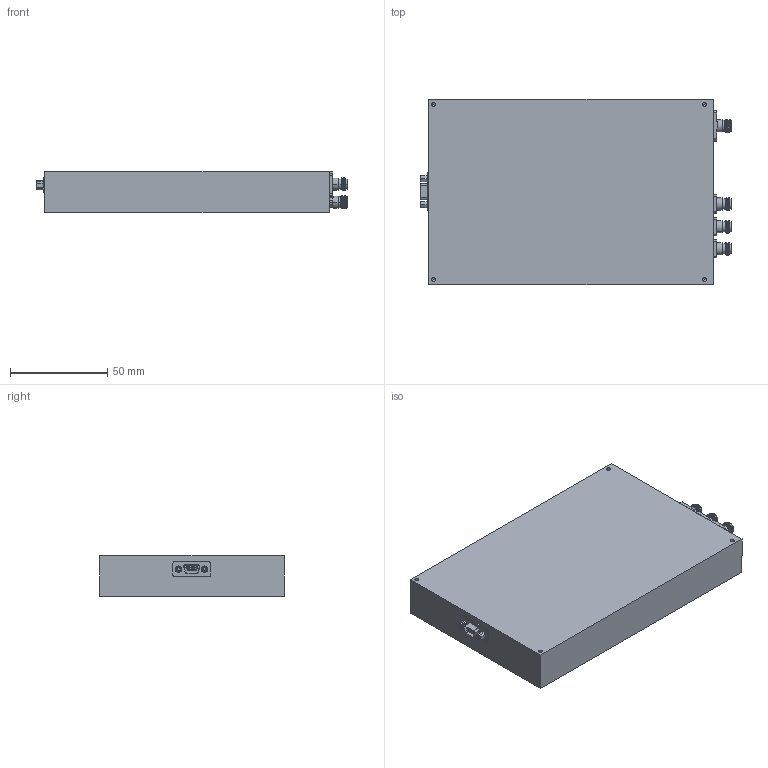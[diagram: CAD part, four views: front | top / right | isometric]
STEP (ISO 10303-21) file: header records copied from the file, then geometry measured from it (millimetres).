
FILE_DESCRIPTION (( 'STEP AP203' ), '1' );
FILE_NAME ('OT-BC-SM2.STEP', '2021-09-22T19:20:09', ( '' ), ( '' ), 'SwSTEP 2.0', 'SolidWorks 2021', '' );
FILE_SCHEMA (( 'CONFIG_CONTROL_DESIGN' ));
Length unit declared in the file: millimetre
Products named in the file (1): OT-BC-SM2
Bounding box: 160.01 x 95 x 21 mm (x, y, z)
Volume: 292783.3 mm3; surface area: 40815.1 mm2
Topology: 1 solids, 6 shells, 459 faces, 1090 edges, 693 vertices
Faces by surface type: cylinder 227, plane 136, cone 68, bspline 14, torus 14
Entity records: 18240 total; most frequent: CARTESIAN_POINT 7738, DIRECTION 2187, ORIENTED_EDGE 2152, EDGE_CURVE 1076, AXIS2_PLACEMENT_3D 880, VERTEX_POINT 693, EDGE_LOOP 555, FACE_OUTER_BOUND 459
